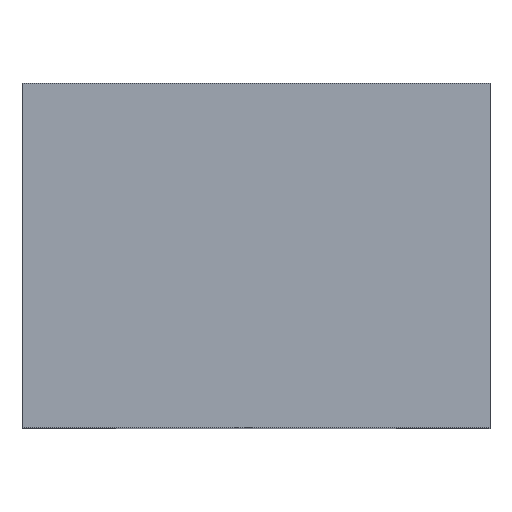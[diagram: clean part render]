
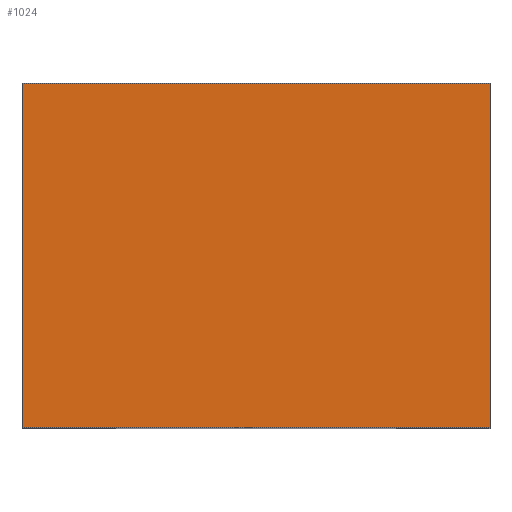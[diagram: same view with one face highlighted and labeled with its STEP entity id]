
A CAD part, top view. The second image highlights one B-rep face of the part: STEP entity #1024.
In plain terms, the highlighted planar face has unit normal (0, 0, 1).
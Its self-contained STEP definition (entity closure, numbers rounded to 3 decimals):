
#5 = LINE ( 'NONE', #781, #1301 ) ;
#12 = DIRECTION ( 'NONE',  ( 0., -1., 0. ) ) ;
#44 = VERTEX_POINT ( 'NONE', #1273 ) ;
#80 = ORIENTED_EDGE ( 'NONE', *, *, #984, .T. ) ;
#91 = PLANE ( 'NONE',  #375 ) ;
#138 = CARTESIAN_POINT ( 'NONE',  ( 0.625, 0.92, 0.5 ) ) ;
#161 = ORIENTED_EDGE ( 'NONE', *, *, #1065, .T. ) ;
#199 = VERTEX_POINT ( 'NONE', #1236 ) ;
#232 = VERTEX_POINT ( 'NONE', #1021 ) ;
#375 = AXIS2_PLACEMENT_3D ( 'NONE', #1386, #642, #856 ) ;
#416 = VERTEX_POINT ( 'NONE', #1169 ) ;
#479 = VECTOR ( 'NONE', #852, 1000. ) ;
#535 = LINE ( 'NONE', #735, #831 ) ;
#622 = EDGE_CURVE ( 'NONE', #44, #232, #957, .T. ) ;
#625 = DIRECTION ( 'NONE',  ( 0., -1., 0. ) ) ;
#642 = DIRECTION ( 'NONE',  ( 0., 0., -1. ) ) ;
#735 = CARTESIAN_POINT ( 'NONE',  ( -0.625, 0.92, 0.5 ) ) ;
#755 = CARTESIAN_POINT ( 'NONE',  ( 0.625, 0.92, 0.5 ) ) ;
#757 = LINE ( 'NONE', #755, #479 ) ;
#781 = CARTESIAN_POINT ( 'NONE',  ( 0.625, 0., 0.5 ) ) ;
#831 = VECTOR ( 'NONE', #625, 1000. ) ;
#852 = DIRECTION ( 'NONE',  ( 1., 0., 0. ) ) ;
#856 = DIRECTION ( 'NONE',  ( -1., 0., 0. ) ) ;
#957 = LINE ( 'NONE', #138, #1304 ) ;
#984 = EDGE_CURVE ( 'NONE', #416, #199, #535, .T. ) ;
#1021 = CARTESIAN_POINT ( 'NONE',  ( 0.625, 0., 0.5 ) ) ;
#1024 = ADVANCED_FACE ( 'NONE', ( #1360 ), #91, .F. ) ;
#1032 = EDGE_CURVE ( 'NONE', #416, #44, #757, .T. ) ;
#1041 = EDGE_LOOP ( 'NONE', ( #161, #1375, #1294, #80 ) ) ;
#1065 = EDGE_CURVE ( 'NONE', #199, #232, #5, .T. ) ;
#1103 = DIRECTION ( 'NONE',  ( 1., 0., 0. ) ) ;
#1169 = CARTESIAN_POINT ( 'NONE',  ( -0.625, 0.92, 0.5 ) ) ;
#1236 = CARTESIAN_POINT ( 'NONE',  ( -0.625, 0., 0.5 ) ) ;
#1273 = CARTESIAN_POINT ( 'NONE',  ( 0.625, 0.92, 0.5 ) ) ;
#1294 = ORIENTED_EDGE ( 'NONE', *, *, #1032, .F. ) ;
#1301 = VECTOR ( 'NONE', #1103, 1000. ) ;
#1304 = VECTOR ( 'NONE', #12, 1000. ) ;
#1360 = FACE_OUTER_BOUND ( 'NONE', #1041, .T. ) ;
#1375 = ORIENTED_EDGE ( 'NONE', *, *, #622, .F. ) ;
#1386 = CARTESIAN_POINT ( 'NONE',  ( 0.625, 0.92, 0.5 ) ) ;
